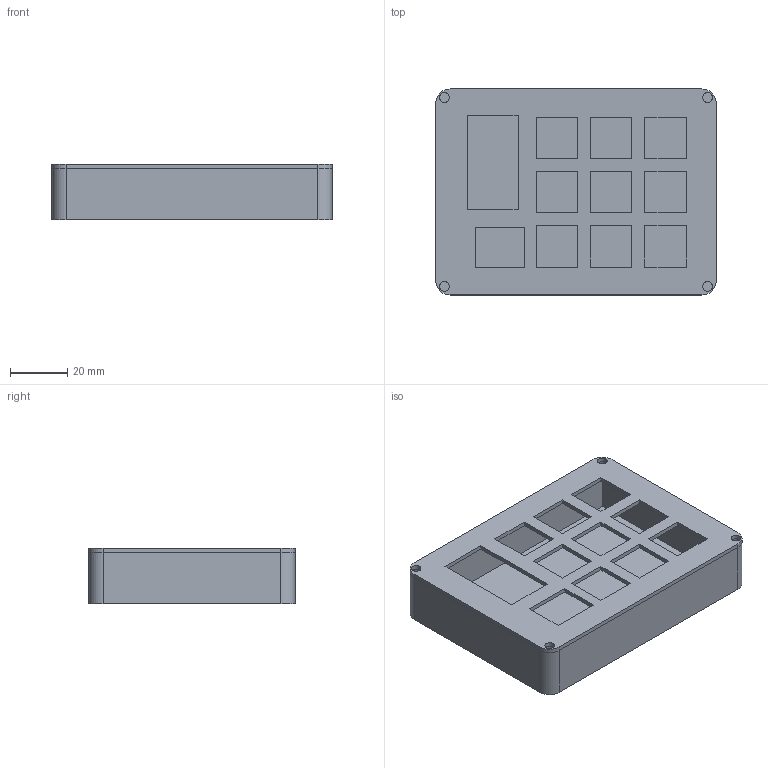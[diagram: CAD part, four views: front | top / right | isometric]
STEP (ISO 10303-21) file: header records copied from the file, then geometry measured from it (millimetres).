
FILE_DESCRIPTION(/* description */ (''),/* implementation_level */ '2;1');
FILE_NAME(/* name */ 'Macropad Assembly.step',/* time_stamp */ '2025-11-17T20:00:45-08:00',/* author */ (''),/* organization */ (''),/* preprocessor_version */ 'ST-DEVELOPER v20.1',/* originating_system */ 'Autodesk Translation Framework v14.17.0.0',/* authorisation */ '');
FILE_SCHEMA (('AUTOMOTIVE_DESIGN { 1 0 10303 214 3 1 1 }'));
Length unit declared in the file: inch
Products named in the file (5): Macropad Assembly; macropad case; plate; macropad plate; plate_1
Assembly tree (4 placements, depth 3):
  Macropad Assembly
    macropad case
      plate
    macropad plate
      plate_1
Bounding box: 98.26 x 72.25 x 19.5 mm (x, y, z)
Volume: 45383.3 mm3; surface area: 35860 mm2
Topology: 2 solids, 2 shells, 81 faces, 216 edges, 144 vertices
Faces by surface type: plane 65, cylinder 16
Full cylindrical faces by diameter (mm): 3.4 x8
Entity records: 2689 total; most frequent: CARTESIAN_POINT 450, ORIENTED_EDGE 432, DIRECTION 428, EDGE_CURVE 216, LINE 184, VECTOR 184, VERTEX_POINT 144, AXIS2_PLACEMENT_3D 122
